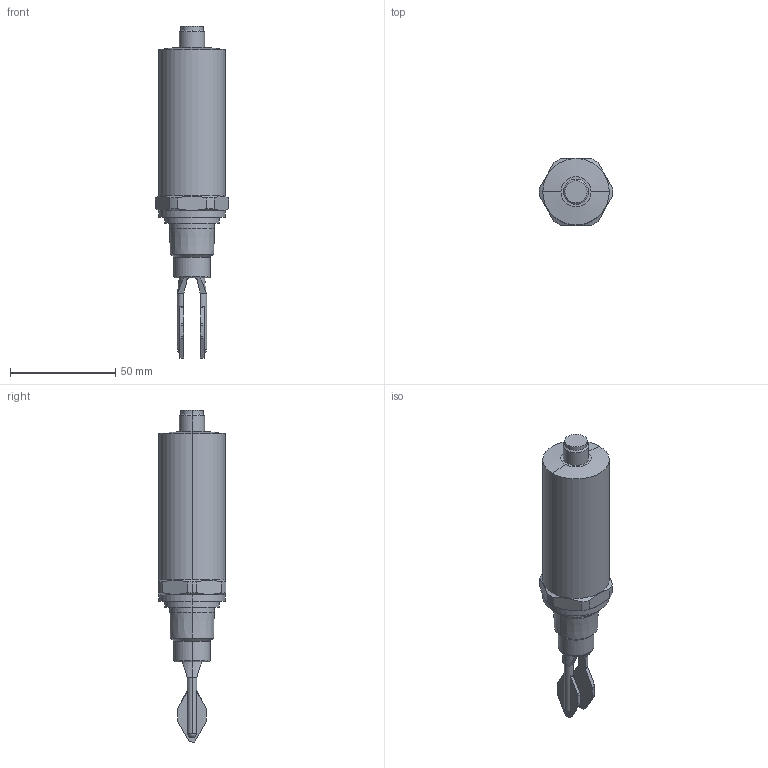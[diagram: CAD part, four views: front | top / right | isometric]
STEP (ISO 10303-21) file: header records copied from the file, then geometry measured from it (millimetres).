
FILE_DESCRIPTION (( 'STEP AP214' ), '1' );
FILE_NAME ('VFL50-150S-3H.STEP', '2019-06-11T16:37:34', ( '' ), ( '' ), 'SwSTEP 2.0', 'SolidWorks 2017', '' );
FILE_SCHEMA (( 'AUTOMOTIVE_DESIGN' ));
Length unit declared in the file: inch
Products named in the file (1): VFL50-150S-3H
Bounding box: 34.74 x 32 x 157.5 mm (x, y, z)
Volume: 74773.4 mm3; surface area: 13256.5 mm2
Topology: 1 solids, 1 shells, 101 faces, 265 edges, 170 vertices
Faces by surface type: plane 46, cylinder 36, cone 15, bspline 4
Entity records: 3294 total; most frequent: CARTESIAN_POINT 800, ORIENTED_EDGE 526, DIRECTION 513, EDGE_CURVE 263, AXIS2_PLACEMENT_3D 191, VERTEX_POINT 170, VECTOR 131, LINE 131
